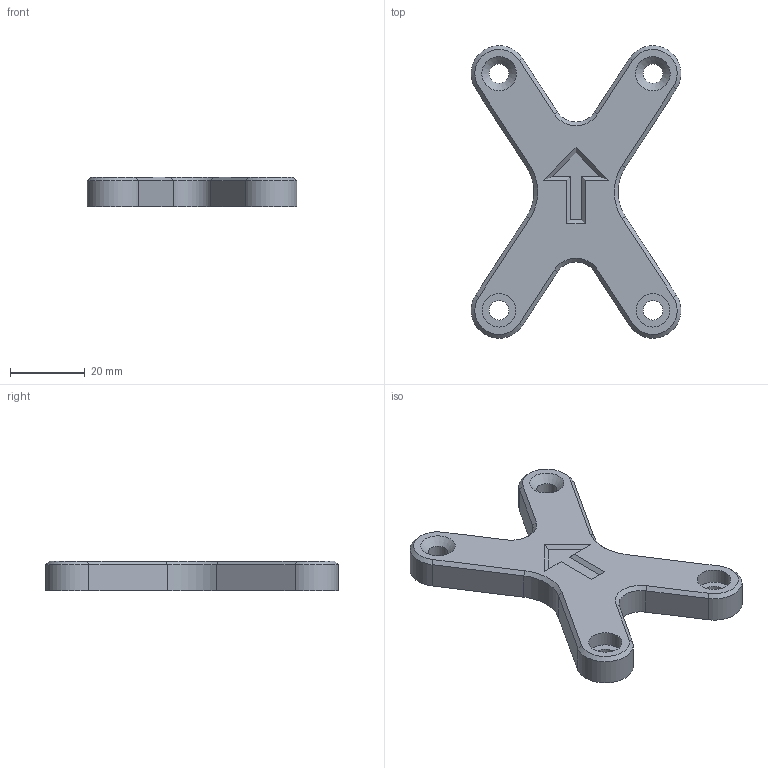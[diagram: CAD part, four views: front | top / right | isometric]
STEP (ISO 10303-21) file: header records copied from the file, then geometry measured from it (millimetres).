
FILE_DESCRIPTION(/* description */ (''),/* implementation_level */ '2;1');
FILE_NAME(/* name */ 'BasePlateJig.stp',/* time_stamp */ '2020-05-11T13:15:21-07:00',/* author */ ('andre'),/* organization */ (''),/* preprocessor_version */ 'ST-DEVELOPER v17',/* originating_system */ 'Autodesk Inventor 2019',/* authorisation */ '');
FILE_SCHEMA (('AUTOMOTIVE_DESIGN { 1 0 10303 214 3 1 1 }'));
Length unit declared in the file: millimetre
Products named in the file (1): BasePlateJig
Bounding box: 56.25 x 78.48 x 8 mm (x, y, z)
Volume: 18145.4 mm3; surface area: 7658.5 mm2
Topology: 1 solids, 1 shells, 52 faces, 123 edges, 76 vertices
Faces by surface type: plane 28, cylinder 14, cone 10
Full cylindrical faces by diameter (mm): 5.25 x4, 9 x2
Entity records: 1536 total; most frequent: DIRECTION 267, CARTESIAN_POINT 252, ORIENTED_EDGE 246, EDGE_CURVE 123, AXIS2_PLACEMENT_3D 91, LINE 85, VECTOR 85, VERTEX_POINT 76
